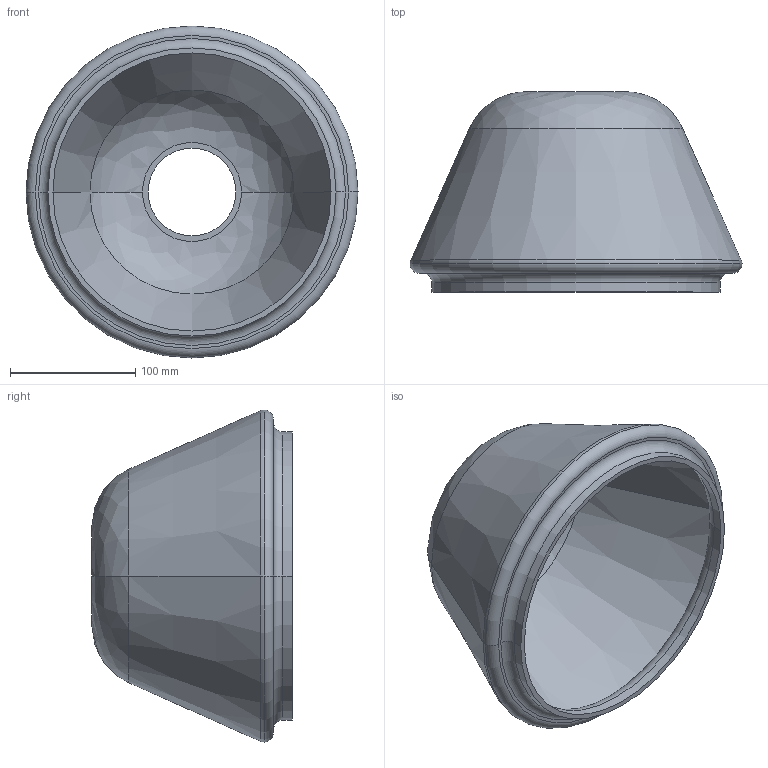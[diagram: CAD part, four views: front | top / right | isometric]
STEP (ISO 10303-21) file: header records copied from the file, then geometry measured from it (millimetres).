
FILE_DESCRIPTION(('produced by SPATIAL CORP'),'2;1');
FILE_NAME( 'boot_smooth.prt.hh.sat.stp','2002-04-19T14:13:51+00:00',('SPATIAL CORP'),('SPATIAL CORP'), 'ACIS STEP Husk','http://www.spatial.com','SPATIAL CORP');
FILE_SCHEMA(('CONFIG_CONTROL_DESIGN'));
Length unit declared in the file: millimetre
Products named in the file (1): PRODUCT_ID_1
Bounding box: 265 x 160 x 265 mm (x, y, z)
Volume: 509311.1 mm3; surface area: 258409.2 mm2
Topology: 1 solids, 1 shells, 31 faces, 62 edges, 36 vertices
Faces by surface type: torus 12, cylinder 6, plane 5, cone 4, bspline 4
Entity records: 1173 total; most frequent: CARTESIAN_POINT 441, DIRECTION 152, ORIENTED_EDGE 124, AXIS2_PLACEMENT_3D 71, EDGE_CURVE 62, CIRCLE 48, VERTEX_POINT 36, EDGE_LOOP 36
